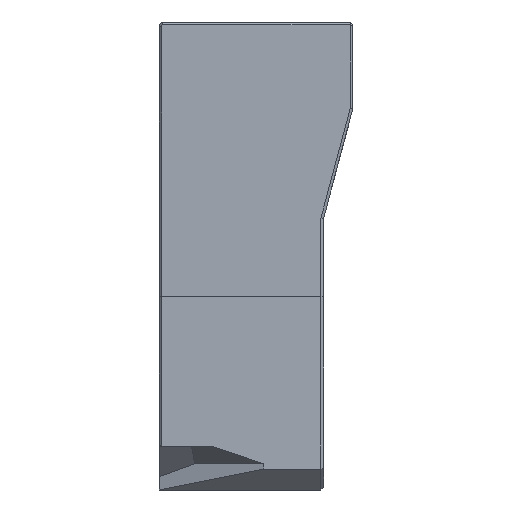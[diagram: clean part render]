
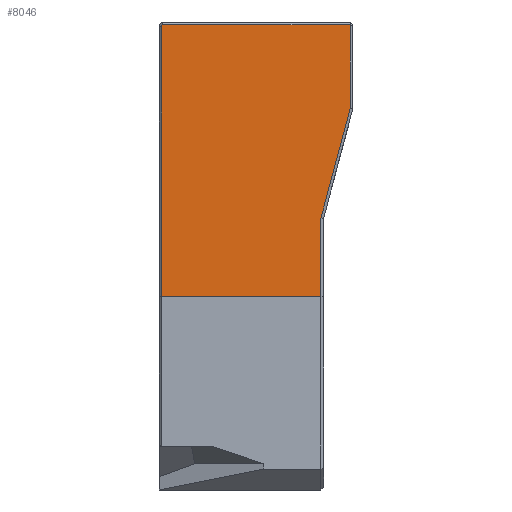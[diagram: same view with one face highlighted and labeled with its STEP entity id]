
A CAD part, front view. The second image highlights one B-rep face of the part: STEP entity #8046.
In plain terms, the highlighted planar face has unit normal (0, -1, 0).
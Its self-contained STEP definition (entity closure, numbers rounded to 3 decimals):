
#95 = LINE ( 'NONE', #1957, #6686 ) ;
#111 = EDGE_CURVE ( 'NONE', #7680, #7216, #248, .T. ) ;
#248 = LINE ( 'NONE', #5339, #6203 ) ;
#344 = DIRECTION ( 'NONE',  ( 1., 0., 0. ) ) ;
#804 = VERTEX_POINT ( 'NONE', #2768 ) ;
#934 = VECTOR ( 'NONE', #7990, 1000. ) ;
#1018 = ORIENTED_EDGE ( 'NONE', *, *, #111, .F. ) ;
#1179 = EDGE_LOOP ( 'NONE', ( #8083, #1018, #5311, #4881, #7584, #5265, #7445 ) ) ;
#1401 = DIRECTION ( 'NONE',  ( 0., 0., -1. ) ) ;
#1501 = CARTESIAN_POINT ( 'NONE',  ( -3.258, -15.756, 21.989 ) ) ;
#1581 = LINE ( 'NONE', #6622, #2775 ) ;
#1662 = DIRECTION ( 'NONE',  ( -1., 0., 0. ) ) ;
#1794 = CARTESIAN_POINT ( 'NONE',  ( 18.332, -15.756, 43.537 ) ) ;
#1904 = AXIS2_PLACEMENT_3D ( 'NONE', #7125, #4118, #344 ) ;
#1957 = CARTESIAN_POINT ( 'NONE',  ( -3.258, -15.756, 53.019 ) ) ;
#2029 = LINE ( 'NONE', #4474, #5125 ) ;
#2175 = VERTEX_POINT ( 'NONE', #5999 ) ;
#2297 = VECTOR ( 'NONE', #3624, 1000. ) ;
#2312 = VERTEX_POINT ( 'NONE', #2531 ) ;
#2480 = VERTEX_POINT ( 'NONE', #1794 ) ;
#2531 = CARTESIAN_POINT ( 'NONE',  ( 18.332, -15.756, 53.143 ) ) ;
#2696 = EDGE_CURVE ( 'NONE', #7680, #804, #1581, .T. ) ;
#2768 = CARTESIAN_POINT ( 'NONE',  ( 14.97, -15.756, 30.989 ) ) ;
#2775 = VECTOR ( 'NONE', #7934, 1000. ) ;
#2831 = EDGE_CURVE ( 'NONE', #4178, #7216, #2029, .T. ) ;
#3105 = DIRECTION ( 'NONE',  ( 0.541, 0., 0.841 ) ) ;
#3174 = EDGE_CURVE ( 'NONE', #2480, #2312, #3545, .T. ) ;
#3545 = LINE ( 'NONE', #3595, #934 ) ;
#3595 = CARTESIAN_POINT ( 'NONE',  ( 18.332, -15.756, 43.537 ) ) ;
#3624 = DIRECTION ( 'NONE',  ( -1., 0., 0. ) ) ;
#3689 = DIRECTION ( 'NONE',  ( 0.259, 0., 0.966 ) ) ;
#3785 = PLANE ( 'NONE',  #1904 ) ;
#4118 = DIRECTION ( 'NONE',  ( 0., 1., 0. ) ) ;
#4127 = LINE ( 'NONE', #7296, #2297 ) ;
#4178 = VERTEX_POINT ( 'NONE', #6144 ) ;
#4474 = CARTESIAN_POINT ( 'NONE',  ( -3.258, -15.756, 53.019 ) ) ;
#4617 = EDGE_CURVE ( 'NONE', #804, #2480, #7352, .T. ) ;
#4878 = CARTESIAN_POINT ( 'NONE',  ( 13.116, -15.756, 24.07 ) ) ;
#4881 = ORIENTED_EDGE ( 'NONE', *, *, #4617, .T. ) ;
#5125 = VECTOR ( 'NONE', #1401, 1000. ) ;
#5265 = ORIENTED_EDGE ( 'NONE', *, *, #5338, .T. ) ;
#5311 = ORIENTED_EDGE ( 'NONE', *, *, #2696, .T. ) ;
#5338 = EDGE_CURVE ( 'NONE', #2312, #2175, #4127, .T. ) ;
#5339 = CARTESIAN_POINT ( 'NONE',  ( 14.97, -15.756, 21.989 ) ) ;
#5716 = FACE_OUTER_BOUND ( 'NONE', #1179, .T. ) ;
#5999 = CARTESIAN_POINT ( 'NONE',  ( -3.178, -15.756, 53.143 ) ) ;
#6104 = EDGE_CURVE ( 'NONE', #4178, #2175, #95, .T. ) ;
#6139 = CARTESIAN_POINT ( 'NONE',  ( 14.97, -15.756, 21.989 ) ) ;
#6144 = CARTESIAN_POINT ( 'NONE',  ( -3.258, -15.756, 53.019 ) ) ;
#6203 = VECTOR ( 'NONE', #1662, 1000. ) ;
#6622 = CARTESIAN_POINT ( 'NONE',  ( 14.97, -15.756, 21.989 ) ) ;
#6686 = VECTOR ( 'NONE', #3105, 1000. ) ;
#6876 = VECTOR ( 'NONE', #3689, 1000. ) ;
#7125 = CARTESIAN_POINT ( 'NONE',  ( 52.16, -15.756, 51.775 ) ) ;
#7216 = VERTEX_POINT ( 'NONE', #1501 ) ;
#7296 = CARTESIAN_POINT ( 'NONE',  ( 18.332, -15.756, 53.143 ) ) ;
#7352 = LINE ( 'NONE', #4878, #6876 ) ;
#7445 = ORIENTED_EDGE ( 'NONE', *, *, #6104, .F. ) ;
#7584 = ORIENTED_EDGE ( 'NONE', *, *, #3174, .T. ) ;
#7680 = VERTEX_POINT ( 'NONE', #6139 ) ;
#7934 = DIRECTION ( 'NONE',  ( 0., 0., 1. ) ) ;
#7990 = DIRECTION ( 'NONE',  ( 0., 0., 1. ) ) ;
#8046 = ADVANCED_FACE ( 'NONE', ( #5716 ), #3785, .F. ) ;
#8083 = ORIENTED_EDGE ( 'NONE', *, *, #2831, .T. ) ;
